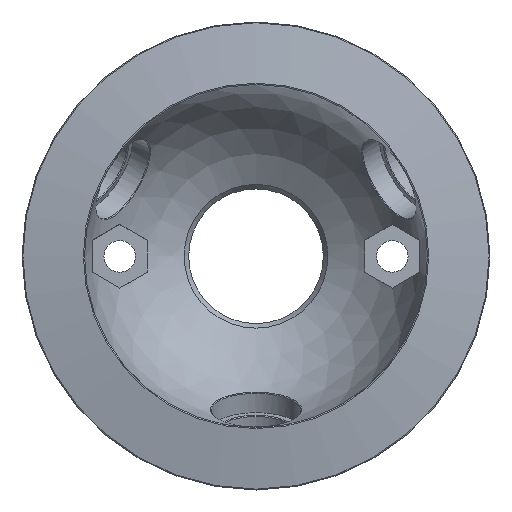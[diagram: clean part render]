
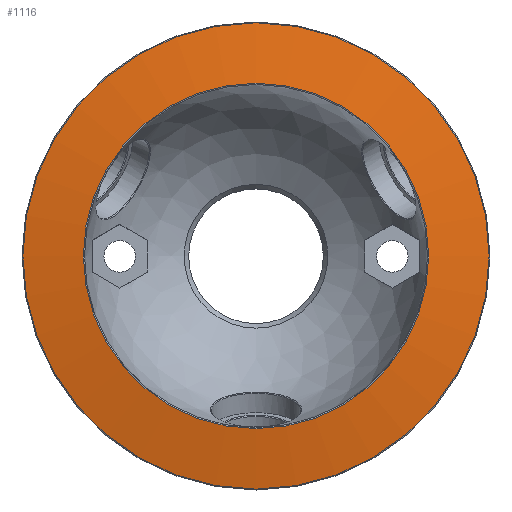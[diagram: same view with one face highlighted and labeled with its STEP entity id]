
A CAD part, top view. The second image highlights one B-rep face of the part: STEP entity #1116.
In plain terms, the highlighted conical face has half-angle 80 degrees and reference radius 20.486 mm.
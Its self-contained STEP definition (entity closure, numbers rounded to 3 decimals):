
#117=FACE_OUTER_BOUND('',#189,.T.);
#189=EDGE_LOOP('',(#805,#806,#807,#808,#809,#810));
#265=LINE('',#1777,#332);
#332=VECTOR('',#1407,20.5);
#418=CIRCLE('',#1223,17.493);
#419=CIRCLE('',#1224,17.493);
#420=CIRCLE('',#1226,23.617);
#421=CIRCLE('',#1227,23.617);
#504=VERTEX_POINT('',#1770);
#505=VERTEX_POINT('',#1772);
#506=VERTEX_POINT('',#1776);
#507=VERTEX_POINT('',#1778);
#619=EDGE_CURVE('',#504,#505,#418,.T.);
#620=EDGE_CURVE('',#505,#504,#419,.T.);
#621=EDGE_CURVE('',#505,#506,#265,.T.);
#622=EDGE_CURVE('',#507,#506,#420,.T.);
#623=EDGE_CURVE('',#506,#507,#421,.T.);
#805=ORIENTED_EDGE('',*,*,#620,.F.);
#806=ORIENTED_EDGE('',*,*,#621,.T.);
#807=ORIENTED_EDGE('',*,*,#622,.F.);
#808=ORIENTED_EDGE('',*,*,#623,.F.);
#809=ORIENTED_EDGE('',*,*,#621,.F.);
#810=ORIENTED_EDGE('',*,*,#619,.F.);
#1104=CONICAL_SURFACE('',#1225,20.486,1.396);
#1116=ADVANCED_FACE('',(#117),#1104,.T.);
#1223=AXIS2_PLACEMENT_3D('',#1773,#1401,#1402);
#1224=AXIS2_PLACEMENT_3D('',#1774,#1403,#1404);
#1225=AXIS2_PLACEMENT_3D('',#1775,#1405,#1406);
#1226=AXIS2_PLACEMENT_3D('',#1779,#1408,#1409);
#1227=AXIS2_PLACEMENT_3D('',#1780,#1410,#1411);
#1401=DIRECTION('center_axis',(0.,0.,1.));
#1402=DIRECTION('ref_axis',(-1.,0.,0.));
#1403=DIRECTION('center_axis',(0.,0.,1.));
#1404=DIRECTION('ref_axis',(-1.,0.,0.));
#1405=DIRECTION('center_axis',(0.,0.,
-1.));
#1406=DIRECTION('ref_axis',(-1.,0.,0.));
#1407=DIRECTION('',(0.985,0.,-0.174));
#1408=DIRECTION('center_axis',(0.,0.,-1.));
#1409=DIRECTION('ref_axis',(-1.,0.,0.));
#1410=DIRECTION('center_axis',(0.,0.,-1.));
#1411=DIRECTION('ref_axis',(-1.,0.,0.));
#1770=CARTESIAN_POINT('',(-17.493,0.,32.34));
#1772=CARTESIAN_POINT('',(17.493,0.,32.34));
#1773=CARTESIAN_POINT('Origin',(0.,0.,
32.34));
#1774=CARTESIAN_POINT('Origin',(0.,0.,
32.34));
#1775=CARTESIAN_POINT('Origin',(0.,0.,
31.812));
#1776=CARTESIAN_POINT('',(23.617,0.,31.26));
#1777=CARTESIAN_POINT('',(20.486,0.,31.812));
#1778=CARTESIAN_POINT('',(-23.617,0.,31.26));
#1779=CARTESIAN_POINT('Origin',(0.,0.,
31.26));
#1780=CARTESIAN_POINT('Origin',(0.,0.,
31.26));
